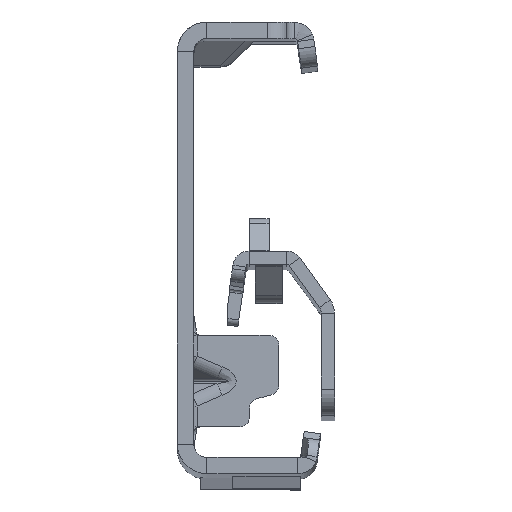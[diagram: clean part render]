
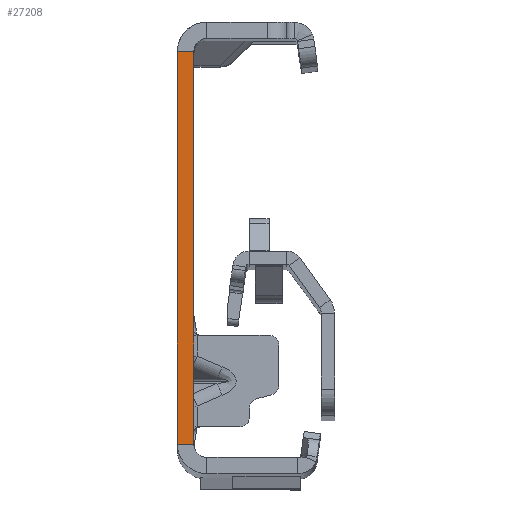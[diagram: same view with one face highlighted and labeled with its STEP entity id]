
A CAD part, top view. The second image highlights one B-rep face of the part: STEP entity #27208.
In plain terms, the highlighted planar face has unit normal (0, 0, 1).
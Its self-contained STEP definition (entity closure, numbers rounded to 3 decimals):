
#1456 = DIRECTION ( 'NONE',  ( 0., -1., 0. ) ) ;
#1764 = DIRECTION ( 'NONE',  ( -1., 0., 0. ) ) ;
#2829 = VERTEX_POINT ( 'NONE', #35502 ) ;
#5686 = DIRECTION ( 'NONE',  ( -1., 0., 0. ) ) ;
#7181 = EDGE_CURVE ( 'NONE', #27577, #2829, #25125, .T. ) ;
#7262 = EDGE_LOOP ( 'NONE', ( #26560, #42362, #41816, #19405 ) ) ;
#7640 = PLANE ( 'NONE',  #20186 ) ;
#8386 = DIRECTION ( 'NONE',  ( 0., 0., 1. ) ) ;
#11116 = VERTEX_POINT ( 'NONE', #16734 ) ;
#14079 = LINE ( 'NONE', #44728, #16016 ) ;
#14833 = FACE_OUTER_BOUND ( 'NONE', #7262, .T. ) ;
#16016 = VECTOR ( 'NONE', #33748, 1000. ) ;
#16321 = CARTESIAN_POINT ( 'NONE',  ( -2.5, 30., 0. ) ) ;
#16433 = LINE ( 'NONE', #47293, #34856 ) ;
#16734 = CARTESIAN_POINT ( 'NONE',  ( 0., 30., 0. ) ) ;
#19405 = ORIENTED_EDGE ( 'NONE', *, *, #7181, .F. ) ;
#20186 = AXIS2_PLACEMENT_3D ( 'NONE', #27328, #8386, #23589 ) ;
#21056 = VECTOR ( 'NONE', #1456, 1000. ) ;
#22004 = CARTESIAN_POINT ( 'NONE',  ( 0., -30., 0. ) ) ;
#23589 = DIRECTION ( 'NONE',  ( 1., 0., 0. ) ) ;
#24529 = VECTOR ( 'NONE', #5686, 1000. ) ;
#25125 = LINE ( 'NONE', #47943, #24529 ) ;
#26560 = ORIENTED_EDGE ( 'NONE', *, *, #34175, .F. ) ;
#27208 = ADVANCED_FACE ( 'NONE', ( #14833 ), #7640, .T. ) ;
#27328 = CARTESIAN_POINT ( 'NONE',  ( -2.5, -32., 0. ) ) ;
#27577 = VERTEX_POINT ( 'NONE', #22004 ) ;
#31361 = LINE ( 'NONE', #39527, #21056 ) ;
#33748 = DIRECTION ( 'NONE',  ( 0., -1., 0. ) ) ;
#34175 = EDGE_CURVE ( 'NONE', #11116, #27577, #14079, .T. ) ;
#34856 = VECTOR ( 'NONE', #1764, 1000. ) ;
#35502 = CARTESIAN_POINT ( 'NONE',  ( -2.5, -30., 0. ) ) ;
#36229 = EDGE_CURVE ( 'NONE', #44716, #2829, #31361, .T. ) ;
#39527 = CARTESIAN_POINT ( 'NONE',  ( -2.5, -32., 0. ) ) ;
#41816 = ORIENTED_EDGE ( 'NONE', *, *, #36229, .T. ) ;
#42362 = ORIENTED_EDGE ( 'NONE', *, *, #45743, .T. ) ;
#44716 = VERTEX_POINT ( 'NONE', #16321 ) ;
#44728 = CARTESIAN_POINT ( 'NONE',  ( 0., -32., 0. ) ) ;
#45743 = EDGE_CURVE ( 'NONE', #11116, #44716, #16433, .T. ) ;
#47293 = CARTESIAN_POINT ( 'NONE',  ( 0., 30., 0. ) ) ;
#47943 = CARTESIAN_POINT ( 'NONE',  ( 0., -30., 0. ) ) ;
